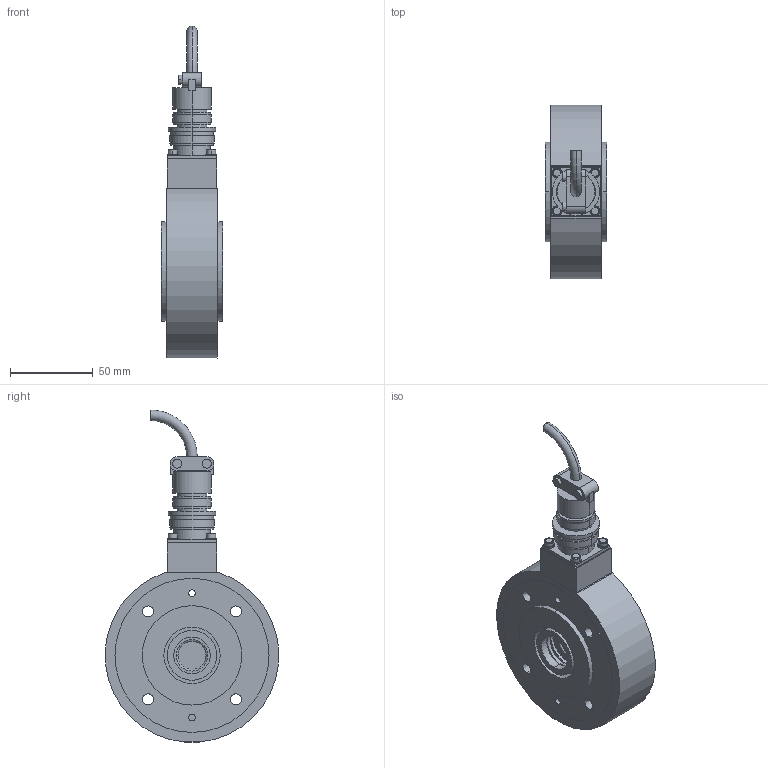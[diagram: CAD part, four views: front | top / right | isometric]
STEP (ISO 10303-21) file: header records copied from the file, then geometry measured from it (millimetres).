
FILE_DESCRIPTION((''),'2;1');
FILE_NAME('50043.stp','2007-01-12T10:11:03',(''),(''),'Mechanical Desktop 2007','Mechanical Desktop 2007',', , ');
FILE_SCHEMA(('CONFIG_CONTROL_DESIGN'));
Length unit declared in the file: millimetre
Products named in the file (25): L50043; L4936404; TEIL1A; L47958A; L47958; L47957; L47957A; L49026; TEIL1AA; I-6KT_SCHRAUBE_M5X25_NKA; I-6KT_SCHRAUBE_M5X25_NK; I-6KT_SCHRAUBE_M3X25; I-6KT_SCHRAUBE_M3X25A; FEDERRING_M3A; FEDERRING_M3; V_RING_V22AA; V_RING_V22A; FLANSCHDOSE_14S-2P 4-POLIG; FLANSCHDOSE_14S-2P_4-POLIG; PENDELKUGELLAGER_1203TVA; PENDELKUGELLAGER_1203TV; SICHERUNGSRING_J40; SICHERUNGSRING_J40A; L4340302; TEIL1
Assembly tree (31 placements, depth 3):
  L50043
    L4936404
      TEIL1A
    L47958A
      L47958
    L47957
      L47957A
    L49026
      TEIL1AA
    I-6KT_SCHRAUBE_M5X25_NKA
      I-6KT_SCHRAUBE_M5X25_NK
    I-6KT_SCHRAUBE_M3X25  x4
      I-6KT_SCHRAUBE_M3X25A
    FEDERRING_M3A  x4
      FEDERRING_M3
    V_RING_V22AA
      V_RING_V22A
    FLANSCHDOSE_14S-2P 4-POLIG
      FLANSCHDOSE_14S-2P_4-POLIG
    PENDELKUGELLAGER_1203TVA
      PENDELKUGELLAGER_1203TV
    SICHERUNGSRING_J40
      SICHERUNGSRING_J40A
    L4340302  x2
      TEIL1
Bounding box: 37.2 x 104.81 x 200.46 mm (x, y, z)
Volume: 286182.4 mm3; surface area: 103042.2 mm2
Topology: 19 solids, 19 shells, 361 faces, 849 edges, 565 vertices
Faces by surface type: cylinder 219, plane 104, torus 20, cone 16, bspline 2
Entity records: 9613 total; most frequent: CARTESIAN_POINT 1784, DIRECTION 1750, ORIENTED_EDGE 1392, AXIS2_PLACEMENT_3D 744, EDGE_CURVE 696, VERTEX_POINT 464, CIRCLE 422, EDGE_LOOP 416
